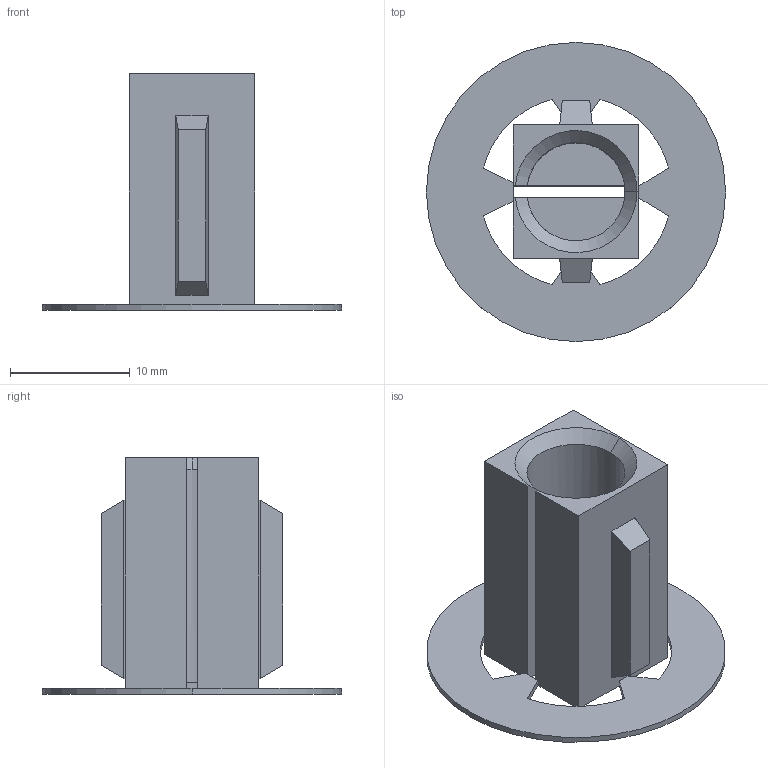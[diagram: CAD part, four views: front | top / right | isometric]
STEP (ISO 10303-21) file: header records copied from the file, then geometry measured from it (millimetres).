
FILE_DESCRIPTION (( 'STEP AP214' ), '1' );
FILE_NAME ('Suporte_guias.step', '2016-04-29T10:40:33', ( '' ), ( '' ), 'SwSTEP 2.0', 'SolidWorks 2016', '' );
FILE_SCHEMA (( 'AUTOMOTIVE_DESIGN' ));
Length unit declared in the file: millimetre
Products named in the file (1): Suporte_guias
Bounding box: 25 x 25 x 19.76 mm (x, y, z)
Volume: 1593.2 mm3; surface area: 2376 mm2
Topology: 1 solids, 1 shells, 46 faces, 134 edges, 88 vertices
Faces by surface type: plane 37, cylinder 7, cone 2
Entity records: 2067 total; most frequent: CARTESIAN_POINT 275, ORIENTED_EDGE 268, DIRECTION 245, EDGE_CURVE 134, VECTOR 113, LINE 113, VERTEX_POINT 88, AXIS2_PLACEMENT_3D 66
